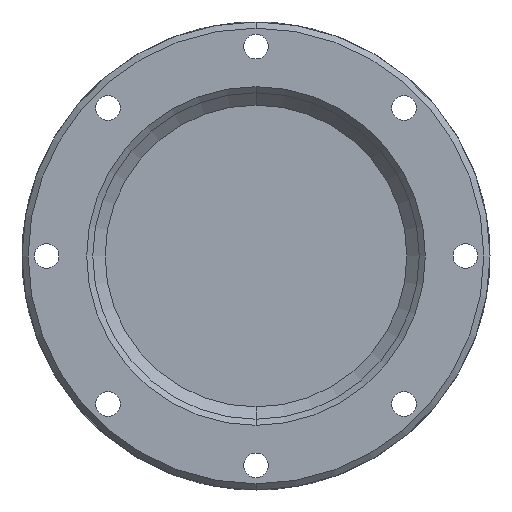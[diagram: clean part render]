
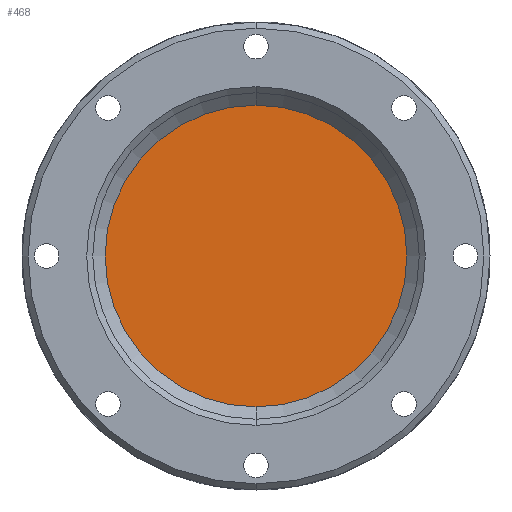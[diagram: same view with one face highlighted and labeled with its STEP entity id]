
A CAD part, front view. The second image highlights one B-rep face of the part: STEP entity #468.
In plain terms, the highlighted planar face has unit normal (0, -1, 0).
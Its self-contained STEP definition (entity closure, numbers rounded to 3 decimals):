
#298 = AXIS2_PLACEMENT_3D ( 'NONE', #6774, #3725, #2974 ) ;
#468 = ADVANCED_FACE ( 'NONE', ( #8225 ), #682, .T. ) ;
#631 = EDGE_CURVE ( 'NONE', #4548, #5703, #8718, .T. ) ;
#682 = PLANE ( 'NONE',  #1210 ) ;
#1210 = AXIS2_PLACEMENT_3D ( 'NONE', #7629, #6017, #1430 ) ;
#1430 = DIRECTION ( 'NONE',  ( 0., 0., -1. ) ) ;
#2016 = AXIS2_PLACEMENT_3D ( 'NONE', #4470, #6782, #3677 ) ;
#2177 = ORIENTED_EDGE ( 'NONE', *, *, #631, .T. ) ;
#2974 = DIRECTION ( 'NONE',  ( 0., 0., -1. ) ) ;
#3650 = CARTESIAN_POINT ( 'NONE',  ( 0., -2.5, -12.25 ) ) ;
#3677 = DIRECTION ( 'NONE',  ( 0., 0., -1. ) ) ;
#3725 = DIRECTION ( 'NONE',  ( 0., -1., 0. ) ) ;
#4030 = EDGE_LOOP ( 'NONE', ( #4450, #2177 ) ) ;
#4450 = ORIENTED_EDGE ( 'NONE', *, *, #9394, .T. ) ;
#4470 = CARTESIAN_POINT ( 'NONE',  ( 0., -2.5, 0. ) ) ;
#4548 = VERTEX_POINT ( 'NONE', #8209 ) ;
#5703 = VERTEX_POINT ( 'NONE', #3650 ) ;
#6017 = DIRECTION ( 'NONE',  ( 0., -1., 0. ) ) ;
#6774 = CARTESIAN_POINT ( 'NONE',  ( 0., -2.5, 0. ) ) ;
#6782 = DIRECTION ( 'NONE',  ( 0., -1., 0. ) ) ;
#7629 = CARTESIAN_POINT ( 'NONE',  ( 0., -2.5, 0. ) ) ;
#8209 = CARTESIAN_POINT ( 'NONE',  ( 0., -2.5, 12.25 ) ) ;
#8225 = FACE_OUTER_BOUND ( 'NONE', #4030, .T. ) ;
#8718 = CIRCLE ( 'NONE', #2016, 12.25 ) ;
#9394 = EDGE_CURVE ( 'NONE', #5703, #4548, #9881, .T. ) ;
#9881 = CIRCLE ( 'NONE', #298, 12.25 ) ;
